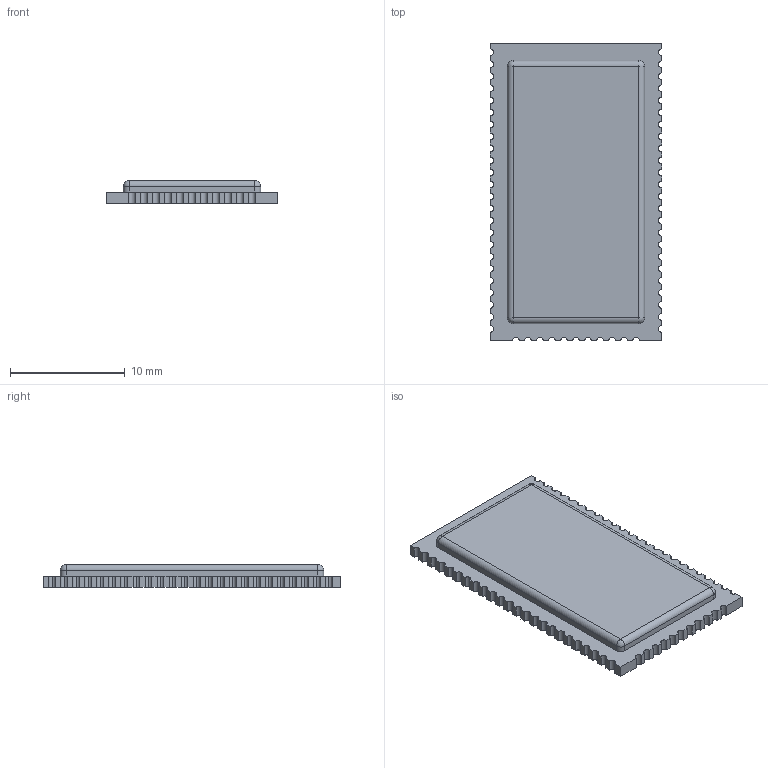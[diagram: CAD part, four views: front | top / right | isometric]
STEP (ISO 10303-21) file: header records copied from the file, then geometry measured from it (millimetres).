
FILE_DESCRIPTION(('FreeCAD Model'),'2;1');
FILE_NAME('WB2835P.step','2022-07-28T17:51:15',('Author'),('') ,'Open CASCADE STEP processor 7.3','FreeCAD','Unknown');
FILE_SCHEMA(('AUTOMOTIVE_DESIGN { 1 0 10303 214 1 1 1 1 }'));
Length unit declared in the file: millimetre
Products named in the file (1): Fillet
Bounding box: 15 x 26 x 2 mm (x, y, z)
Volume: 653.8 mm3; surface area: 919.7 mm2
Topology: 1 solids, 1 shells, 165 faces, 478 edges, 312 vertices
Faces by surface type: cylinder 91, plane 70, sphere 4
Entity records: 13056 total; most frequent: CARTESIAN_POINT 3132, DIRECTION 1539, ORIENTED_EDGE 948, PCURVE 948, DEFINITIONAL_REPRESENTATION 948, LINE 840, VECTOR 840, EDGE_CURVE 474
